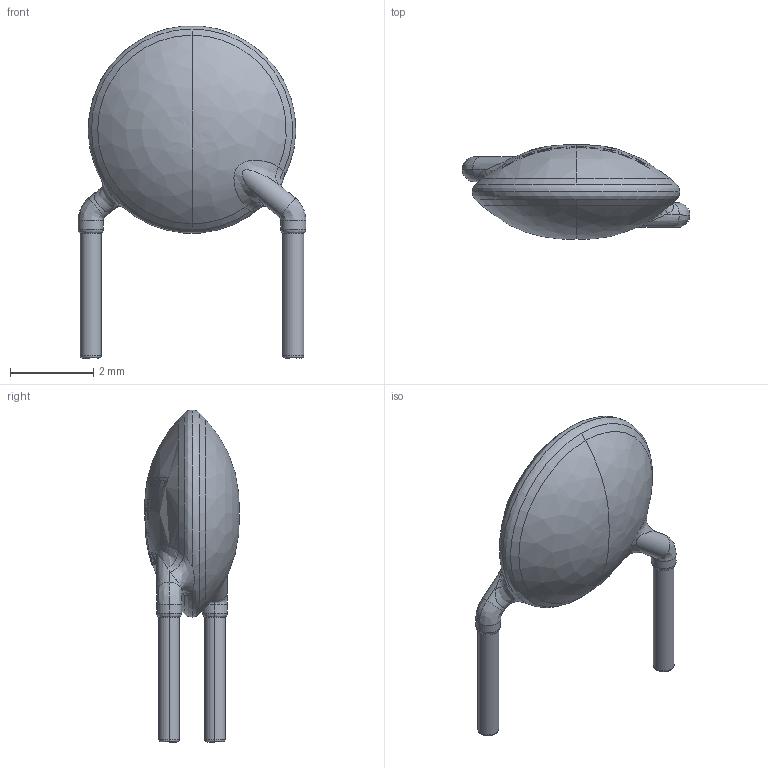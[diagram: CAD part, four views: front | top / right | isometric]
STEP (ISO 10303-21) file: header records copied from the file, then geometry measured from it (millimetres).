
FILE_DESCRIPTION (( 'STEP AP214' ), '1' );
FILE_NAME ('User Library-Cer-Cap2.5 (5x1.5).STEP', '2020-08-29T20:57:12', ( '' ), ( '' ), 'SwSTEP 2.0', 'SolidWorks 2020', '' );
FILE_SCHEMA (( 'AUTOMOTIVE_DESIGN' ));
Length unit declared in the file: millimetre
Products named in the file (1): User Library-Cer-Cap2.5 (5x1.5)
Bounding box: 5.48 x 2.27 x 7.99 mm (x, y, z)
Surface area: 64.2 mm2 (no closed solid volume)
Topology: 0 solids, 18 shells, 373 faces, 877 edges, 515 vertices
Faces by surface type: bspline 234, plane 121, cylinder 12, cone 6
Entity records: 21394 total; most frequent: CARTESIAN_POINT 11238, ORIENTED_EDGE 1592, EDGE_CURVE 860, B_SPLINE_CURVE_WITH_KNOTS 730, VERTEX_POINT 513, DIRECTION 472, EDGE_LOOP 402, UNCERTAINTY_MEASURE_WITH_UNIT 373
